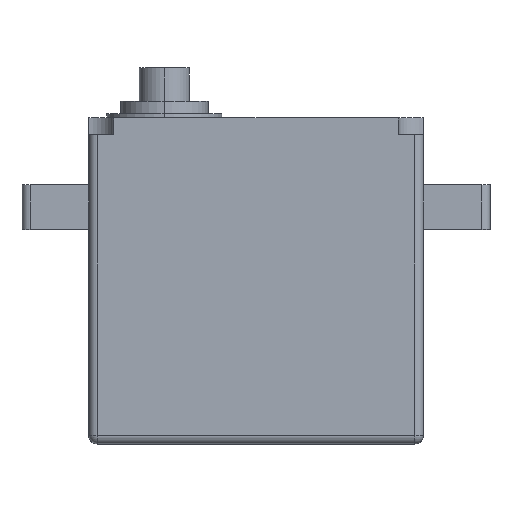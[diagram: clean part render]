
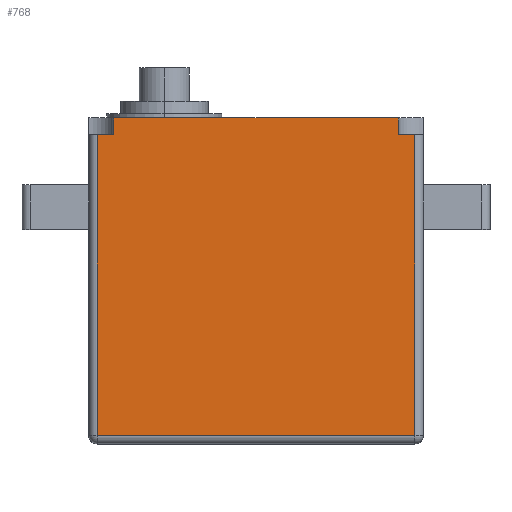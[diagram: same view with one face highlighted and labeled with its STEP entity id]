
A CAD part, top view. The second image highlights one B-rep face of the part: STEP entity #768.
In plain terms, the highlighted planar face has unit normal (0, 0, 1).
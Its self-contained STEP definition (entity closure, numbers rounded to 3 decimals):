
#8 = CARTESIAN_POINT ( 'NONE',  ( 17., 17.5, 20. ) ) ;
#33 = EDGE_LOOP ( 'NONE', ( #969, #1284, #948, #534, #1139, #807, #1578, #1079 ) ) ;
#168 = EDGE_CURVE ( 'NONE', #1030, #374, #973, .T. ) ;
#273 = FACE_OUTER_BOUND ( 'NONE', #33, .T. ) ;
#277 = CARTESIAN_POINT ( 'NONE',  ( -17., 17.5, 20. ) ) ;
#285 = DIRECTION ( 'NONE',  ( 0., -1., 0. ) ) ;
#300 = CARTESIAN_POINT ( 'NONE',  ( -19., -18.5, 20. ) ) ;
#335 = EDGE_CURVE ( 'NONE', #1657, #374, #1436, .T. ) ;
#374 = VERTEX_POINT ( 'NONE', #1057 ) ;
#410 = EDGE_CURVE ( 'NONE', #1625, #1628, #1451, .T. ) ;
#424 = PLANE ( 'NONE',  #1589 ) ;
#491 = VECTOR ( 'NONE', #1113, 1000. ) ;
#501 = DIRECTION ( 'NONE',  ( 0., 1., 0. ) ) ;
#521 = DIRECTION ( 'NONE',  ( -1., 0., 0. ) ) ;
#534 = ORIENTED_EDGE ( 'NONE', *, *, #1020, .T. ) ;
#543 = CARTESIAN_POINT ( 'NONE',  ( 0., 17.5, 20. ) ) ;
#584 = DIRECTION ( 'NONE',  ( 0., -1., 0. ) ) ;
#672 = VECTOR ( 'NONE', #770, 1000. ) ;
#698 = LINE ( 'NONE', #1126, #1299 ) ;
#739 = VERTEX_POINT ( 'NONE', #8 ) ;
#764 = CARTESIAN_POINT ( 'NONE',  ( 19., -18.5, 20. ) ) ;
#768 = ADVANCED_FACE ( 'NONE', ( #273 ), #424, .F. ) ;
#770 = DIRECTION ( 'NONE',  ( 1., 0., 0. ) ) ;
#807 = ORIENTED_EDGE ( 'NONE', *, *, #168, .T. ) ;
#818 = VECTOR ( 'NONE', #584, 1000. ) ;
#827 = CARTESIAN_POINT ( 'NONE',  ( 20., 19.5, 20. ) ) ;
#837 = CARTESIAN_POINT ( 'NONE',  ( 17., 19.5, 20. ) ) ;
#843 = CARTESIAN_POINT ( 'NONE',  ( -17., 19.5, 20. ) ) ;
#850 = LINE ( 'NONE', #300, #1796 ) ;
#852 = DIRECTION ( 'NONE',  ( 0., 0., -1. ) ) ;
#915 = DIRECTION ( 'NONE',  ( 1., 0., 0. ) ) ;
#917 = EDGE_CURVE ( 'NONE', #1628, #1221, #928, .T. ) ;
#928 = LINE ( 'NONE', #1487, #1060 ) ;
#948 = ORIENTED_EDGE ( 'NONE', *, *, #1111, .F. ) ;
#966 = DIRECTION ( 'NONE',  ( 0., 1., 0. ) ) ;
#968 = CARTESIAN_POINT ( 'NONE',  ( -19., -18.5, 20. ) ) ;
#969 = ORIENTED_EDGE ( 'NONE', *, *, #410, .T. ) ;
#973 = LINE ( 'NONE', #277, #818 ) ;
#1005 = CARTESIAN_POINT ( 'NONE',  ( 0., 0., 20. ) ) ;
#1020 = EDGE_CURVE ( 'NONE', #739, #1697, #698, .T. ) ;
#1030 = VERTEX_POINT ( 'NONE', #843 ) ;
#1057 = CARTESIAN_POINT ( 'NONE',  ( -17., 17.5, 20. ) ) ;
#1060 = VECTOR ( 'NONE', #501, 1000. ) ;
#1079 = ORIENTED_EDGE ( 'NONE', *, *, #1136, .T. ) ;
#1111 = EDGE_CURVE ( 'NONE', #739, #1221, #1810, .T. ) ;
#1113 = DIRECTION ( 'NONE',  ( 1., 0., 0. ) ) ;
#1126 = CARTESIAN_POINT ( 'NONE',  ( 17., 17.5, 20. ) ) ;
#1128 = LINE ( 'NONE', #827, #1567 ) ;
#1136 = EDGE_CURVE ( 'NONE', #1657, #1625, #850, .T. ) ;
#1139 = ORIENTED_EDGE ( 'NONE', *, *, #1545, .T. ) ;
#1144 = DIRECTION ( 'NONE',  ( -1., 0., 0. ) ) ;
#1221 = VERTEX_POINT ( 'NONE', #1423 ) ;
#1284 = ORIENTED_EDGE ( 'NONE', *, *, #917, .T. ) ;
#1299 = VECTOR ( 'NONE', #966, 1000. ) ;
#1303 = CARTESIAN_POINT ( 'NONE',  ( 0., 17.5, 20. ) ) ;
#1394 = CARTESIAN_POINT ( 'NONE',  ( 19., -18.5, 20. ) ) ;
#1423 = CARTESIAN_POINT ( 'NONE',  ( 19., 17.5, 20. ) ) ;
#1436 = LINE ( 'NONE', #1303, #672 ) ;
#1441 = VECTOR ( 'NONE', #915, 1000. ) ;
#1451 = LINE ( 'NONE', #764, #1441 ) ;
#1487 = CARTESIAN_POINT ( 'NONE',  ( 19., 0., 20. ) ) ;
#1520 = CARTESIAN_POINT ( 'NONE',  ( -19., 17.5, 20. ) ) ;
#1545 = EDGE_CURVE ( 'NONE', #1697, #1030, #1128, .T. ) ;
#1567 = VECTOR ( 'NONE', #521, 1000. ) ;
#1578 = ORIENTED_EDGE ( 'NONE', *, *, #335, .F. ) ;
#1589 = AXIS2_PLACEMENT_3D ( 'NONE', #1005, #852, #1144 ) ;
#1625 = VERTEX_POINT ( 'NONE', #968 ) ;
#1628 = VERTEX_POINT ( 'NONE', #1394 ) ;
#1657 = VERTEX_POINT ( 'NONE', #1520 ) ;
#1697 = VERTEX_POINT ( 'NONE', #837 ) ;
#1796 = VECTOR ( 'NONE', #285, 1000. ) ;
#1810 = LINE ( 'NONE', #543, #491 ) ;
